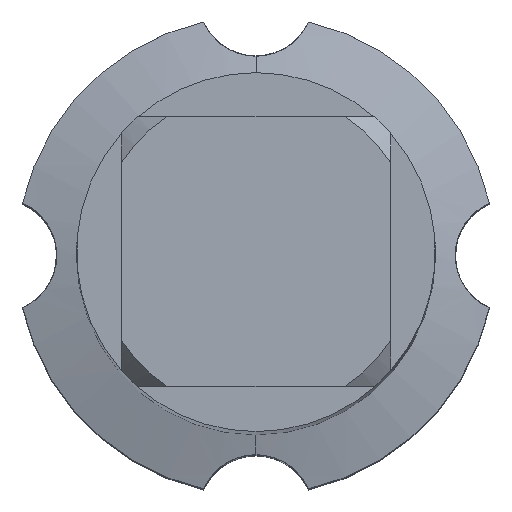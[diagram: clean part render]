
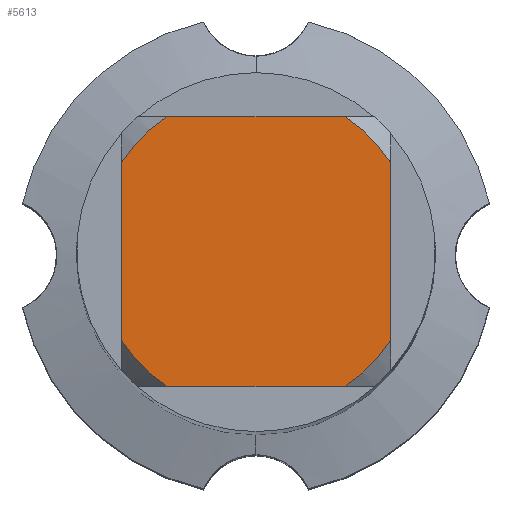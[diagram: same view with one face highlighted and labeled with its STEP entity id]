
A CAD part, top view. The second image highlights one B-rep face of the part: STEP entity #5613.
In plain terms, the highlighted planar face has unit normal (0, 0, 1).
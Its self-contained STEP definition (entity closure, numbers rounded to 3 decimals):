
#2117=EDGE_CURVE('',#4217,#2679,#5896,.T.);
#2141=VERTEX_POINT('',#5923);
#2559=EDGE_CURVE('',#2141,#3467,#6384,.T.);
#2679=VERTEX_POINT('',#6513);
#2771=VERTEX_POINT('',#6612);
#3103=VERTEX_POINT('',#6966);
#3311=VERTEX_POINT('',#7191);
#3467=VERTEX_POINT('',#7359);
#3531=EDGE_CURVE('',#3311,#2679,#7428,.T.);
#3579=VERTEX_POINT('',#7478);
#3593=EDGE_CURVE('',#2771,#3579,#7494,.T.);
#3909=EDGE_CURVE('',#2771,#3103,#7835,.T.);
#4217=VERTEX_POINT('',#8161);
#5403=EDGE_CURVE('',#4217,#3579,#9453,.T.);
#5553=EDGE_CURVE('',#2141,#3103,#9616,.T.);
#5613=ADVANCED_FACE('',(#9686),#9687,.T.);
#5619=EDGE_CURVE('',#3311,#3467,#9693,.T.);
#5896=CIRCLE('',#10195,5.4);
#5923=CARTESIAN_POINT('',(2.985,4.5,0.0));
#6384=LINE('',#11065,#11066);
#6513=CARTESIAN_POINT('',(-4.5,-2.985,0.0));
#6612=CARTESIAN_POINT('',(4.5,-2.985,0.0));
#6966=CARTESIAN_POINT('',(4.5,2.985,0.0));
#7191=CARTESIAN_POINT('',(-4.5,2.985,0.0));
#7359=CARTESIAN_POINT('',(-2.985,4.5,0.0));
#7428=LINE('',#13105,#13106);
#7478=CARTESIAN_POINT('',(2.985,-4.5,0.0));
#7494=CIRCLE('',#13225,5.4);
#7835=LINE('',#13892,#13893);
#8161=CARTESIAN_POINT('',(-2.985,-4.5,0.0));
#9453=LINE('',#17008,#17009);
#9616=CIRCLE('',#17321,5.4);
#9686=FACE_OUTER_BOUND('',#17446,.T.);
#9687=PLANE('',#17447);
#9693=CIRCLE('',#17455,5.4);
#10195=AXIS2_PLACEMENT_3D('',#17758,#17759,#17760);
#11065=CARTESIAN_POINT('',(0.0,4.5,0.0));
#11066=VECTOR('',#18420,1.0);
#13105=CARTESIAN_POINT('',(-4.5,1.35,0.0));
#13106=VECTOR('',#19502,1.0);
#13225=AXIS2_PLACEMENT_3D('',#19559,#19560,#19561);
#13892=CARTESIAN_POINT('',(4.5,1.35,0.0));
#13893=VECTOR('',#19859,1.0);
#17008=CARTESIAN_POINT('',(0.0,-4.5,0.0));
#17009=VECTOR('',#21610,1.0);
#17321=AXIS2_PLACEMENT_3D('',#21762,#21763,#21764);
#17446=EDGE_LOOP('',(#21856,#21857,#21858,#21859,#21860,#21861,#21862,#21863));
#17447=AXIS2_PLACEMENT_3D('',#21864,#21865,#21866);
#17455=AXIS2_PLACEMENT_3D('',#21870,#21871,#21872);
#17758=CARTESIAN_POINT('',(0.0,0.0,0.0));
#17759=DIRECTION('',(0.0,0.0,-1.0));
#17760=DIRECTION('',(0.0,1.0,0.0));
#18420=DIRECTION('',(-1.0,0.0,0.0));
#19502=DIRECTION('',(-0.0,-1.0,0.0));
#19559=CARTESIAN_POINT('',(0.0,0.0,0.0));
#19560=DIRECTION('',(0.0,0.0,-1.0));
#19561=DIRECTION('',(0.0,1.0,0.0));
#19859=DIRECTION('',(-0.0,1.0,0.0));
#21610=DIRECTION('',(1.0,0.0,0.0));
#21762=CARTESIAN_POINT('',(0.0,0.0,0.0));
#21763=DIRECTION('',(0.0,0.0,-1.0));
#21764=DIRECTION('',(0.0,1.0,0.0));
#21856=ORIENTED_EDGE('',*,*,#3531,.T.);
#21857=ORIENTED_EDGE('',*,*,#2117,.F.);
#21858=ORIENTED_EDGE('',*,*,#5403,.T.);
#21859=ORIENTED_EDGE('',*,*,#3593,.F.);
#21860=ORIENTED_EDGE('',*,*,#3909,.T.);
#21861=ORIENTED_EDGE('',*,*,#5553,.F.);
#21862=ORIENTED_EDGE('',*,*,#2559,.T.);
#21863=ORIENTED_EDGE('',*,*,#5619,.F.);
#21864=CARTESIAN_POINT('',(0.0,2.7,0.0));
#21865=DIRECTION('',(-0.0,0.0,1.0));
#21866=DIRECTION('',(0.0,-1.0,0.0));
#21870=CARTESIAN_POINT('',(0.0,0.0,0.0));
#21871=DIRECTION('',(0.0,0.0,-1.0));
#21872=DIRECTION('',(0.0,1.0,0.0));
